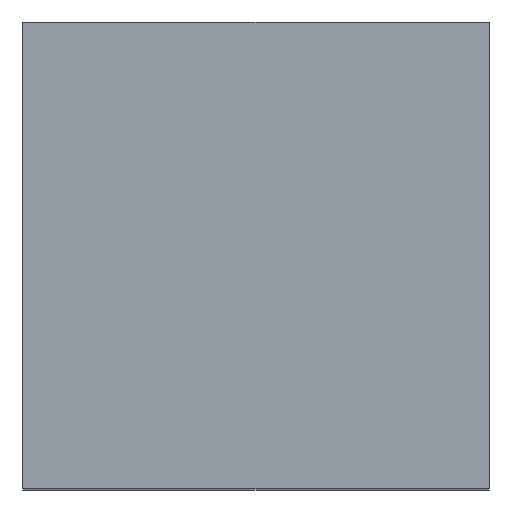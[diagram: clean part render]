
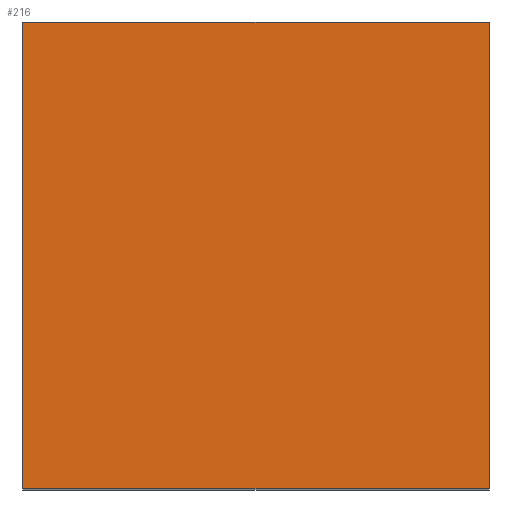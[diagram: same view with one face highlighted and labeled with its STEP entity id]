
A CAD part, top view. The second image highlights one B-rep face of the part: STEP entity #216.
In plain terms, the highlighted planar face has unit normal (0, 0, 1).
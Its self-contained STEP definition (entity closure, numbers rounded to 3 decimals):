
#23=PLANE('',#250);
#34=LINE('',#359,#53);
#37=LINE('',#365,#56);
#40=LINE('',#371,#59);
#43=LINE('',#375,#62);
#53=VECTOR('',#293,10.);
#56=VECTOR('',#298,10.);
#59=VECTOR('',#303,10.);
#62=VECTOR('',#308,10.);
#76=FACE_OUTER_BOUND('',#90,.T.);
#90=EDGE_LOOP('',(#195,#196,#197,#198));
#113=VERTEX_POINT('',#356);
#114=VERTEX_POINT('',#358);
#116=VERTEX_POINT('',#364);
#118=VERTEX_POINT('',#370);
#137=EDGE_CURVE('',#114,#113,#34,.T.);
#140=EDGE_CURVE('',#116,#114,#37,.T.);
#143=EDGE_CURVE('',#118,#116,#40,.T.);
#146=EDGE_CURVE('',#113,#118,#43,.T.);
#195=ORIENTED_EDGE('',*,*,#146,.T.);
#196=ORIENTED_EDGE('',*,*,#143,.T.);
#197=ORIENTED_EDGE('',*,*,#140,.T.);
#198=ORIENTED_EDGE('',*,*,#137,.T.);
#216=ADVANCED_FACE('',(#76),#23,.T.);
#250=AXIS2_PLACEMENT_3D('',#376,#309,#310);
#293=DIRECTION('',(0.,1.,0.));
#298=DIRECTION('',(1.,0.,0.));
#303=DIRECTION('',(0.,-1.,0.));
#308=DIRECTION('',(-1.,0.,0.));
#309=DIRECTION('center_axis',(0.,0.,1.));
#310=DIRECTION('ref_axis',(1.,0.,0.));
#356=CARTESIAN_POINT('',(32.8,27.9,35.));
#358=CARTESIAN_POINT('',(32.8,12.,35.));
#359=CARTESIAN_POINT('',(32.8,27.9,35.));
#364=CARTESIAN_POINT('',(16.9,12.,35.));
#365=CARTESIAN_POINT('',(32.8,12.,35.));
#370=CARTESIAN_POINT('',(16.9,27.9,35.));
#371=CARTESIAN_POINT('',(16.9,12.,35.));
#375=CARTESIAN_POINT('',(16.9,27.9,35.));
#376=CARTESIAN_POINT('Origin',(6.9,12.,35.));
